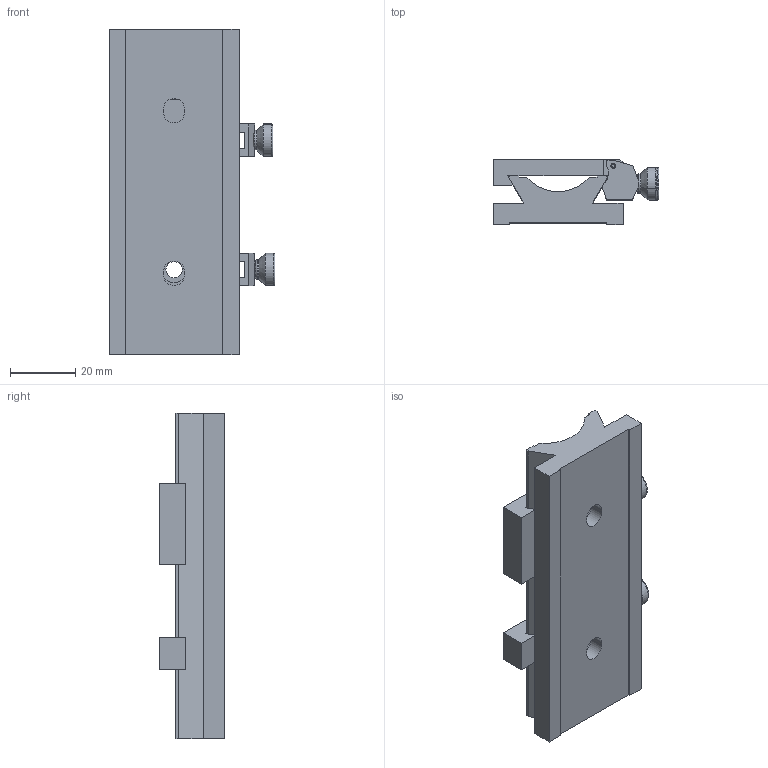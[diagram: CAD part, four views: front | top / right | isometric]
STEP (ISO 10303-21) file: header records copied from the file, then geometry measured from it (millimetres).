
FILE_DESCRIPTION (( 'STEP AP203' ), '1' );
FILE_NAME ('4.2.1.2_H40G-100.STEP', '2023-12-06T03:21:21', ( '' ), ( '' ), 'SwSTEP 2.0', 'SolidWorks 2021', '' );
FILE_SCHEMA (( 'CONFIG_CONTROL_DESIGN' ));
Length unit declared in the file: millimetre
Products named in the file (1): 4.2.1.2_H40G-100
Bounding box: 51.03 x 20 x 100 mm (x, y, z)
Surface area: 19939.6 mm2 (no closed solid volume)
Topology: 0 solids, 8 shells, 149 faces, 444 edges, 300 vertices
Faces by surface type: plane 88, cylinder 47, torus 8, cone 6
Entity records: 5316 total; most frequent: CARTESIAN_POINT 1126, DIRECTION 866, ORIENTED_EDGE 806, EDGE_CURVE 444, VERTEX_POINT 300, VECTOR 298, LINE 298, AXIS2_PLACEMENT_3D 284
